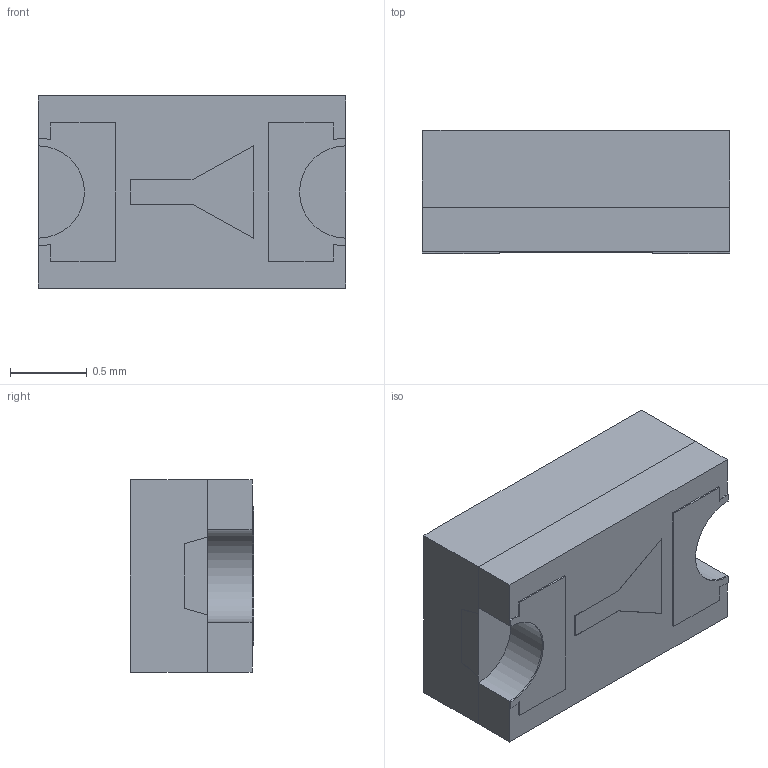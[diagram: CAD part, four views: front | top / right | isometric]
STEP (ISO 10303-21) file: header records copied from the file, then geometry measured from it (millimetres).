
FILE_DESCRIPTION (( 'STEP AP214' ), '1' );
FILE_NAME ('SMLMN2BCTT86C.STEP', '2024-08-24T07:43:18', ( '' ), ( '' ), 'SwSTEP 2.0', 'SolidWorks 2024', '' );
FILE_SCHEMA (( 'AUTOMOTIVE_DESIGN' ));
Length unit declared in the file: millimetre
Products named in the file (1): SMLMN2BCTT86C
Bounding box: 2 x 0.8 x 1.25 mm (x, y, z)
Volume: 1.9 mm3; surface area: 16.4 mm2
Topology: 5 solids, 5 shells, 61 faces, 150 edges, 100 vertices
Faces by surface type: plane 53, cylinder 8
Entity records: 2433 total; most frequent: CARTESIAN_POINT 312, ORIENTED_EDGE 300, DIRECTION 290, EDGE_CURVE 150, VECTOR 134, LINE 134, VERTEX_POINT 100, AXIS2_PLACEMENT_3D 78
